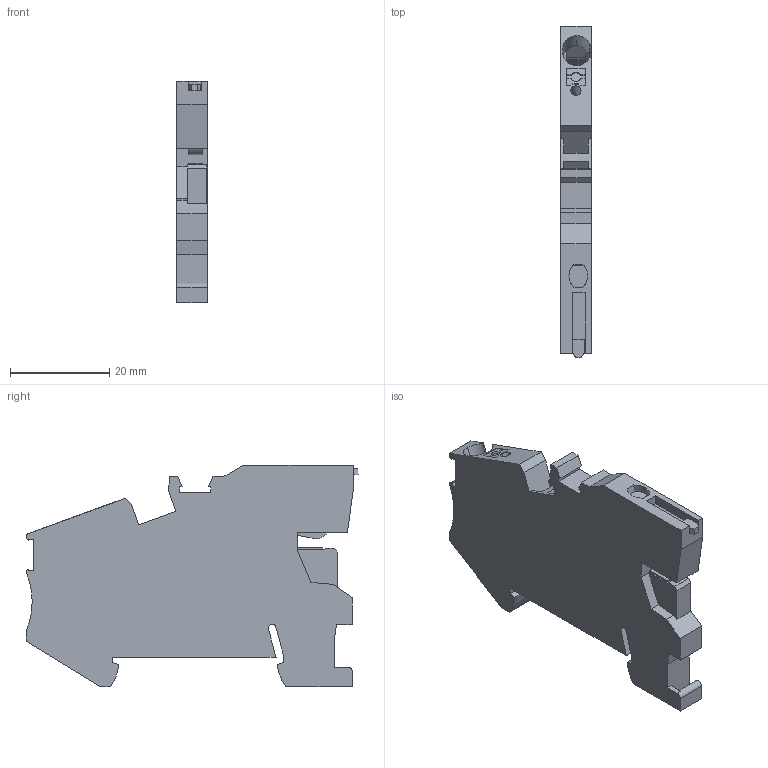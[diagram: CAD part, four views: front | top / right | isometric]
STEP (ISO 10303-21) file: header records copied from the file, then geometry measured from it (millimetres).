
FILE_DESCRIPTION(('STEP AP214'),'1');
FILE_NAME('cctmp_33B1E170-99C6-4BE2-A195-21AFA3C8CB4A_2023_07_24_09_10_25_0080..stp','2023-07-24T07:10:25',('SIEMENS A&D'),('CADClick - www.CADClick.com'),'Spatial InterOp 3D postprocessed',' ','unknown authorization');
FILE_SCHEMA(('AUTOMOTIVE_DESIGN'));
Length unit declared in the file: millimetre
Products named in the file (1): 2023_07_24_09_10_25_0068
Bounding box: 6.15 x 67.06 x 44.8 mm (x, y, z)
Volume: 12621.6 mm3; surface area: 6938.9 mm2
Topology: 1 solids, 1 shells, 157 faces, 454 edges, 302 vertices
Faces by surface type: plane 127, cylinder 26, cone 2, torus 1, bspline 1
Entity records: 6539 total; most frequent: CARTESIAN_POINT 1871, ORIENTED_EDGE 908, DIRECTION 812, EDGE_CURVE 454, LINE 380, VECTOR 380, VERTEX_POINT 302, AXIS2_PLACEMENT_3D 216
